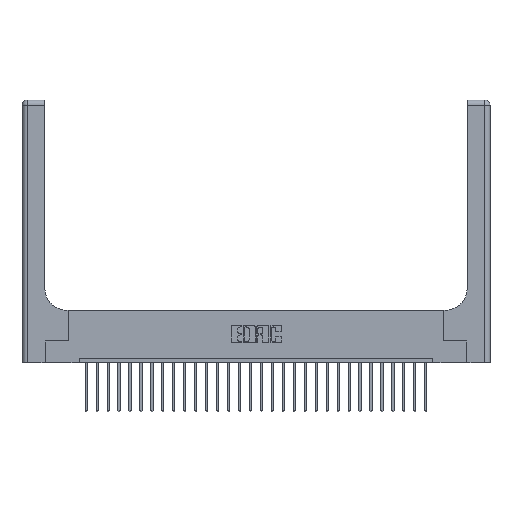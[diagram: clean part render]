
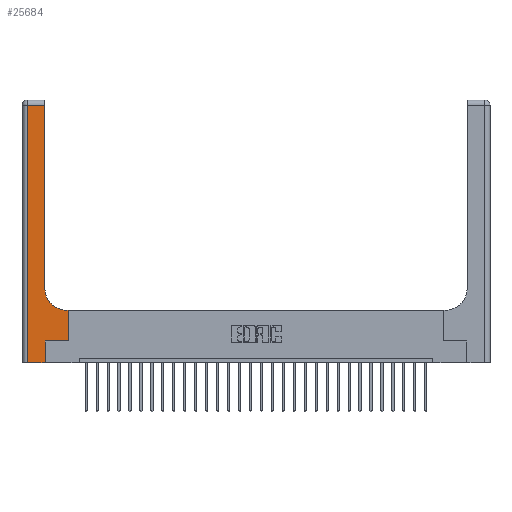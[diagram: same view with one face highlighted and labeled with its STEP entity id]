
A CAD part, top view. The second image highlights one B-rep face of the part: STEP entity #25684.
In plain terms, the highlighted planar face has unit normal (0, 0, 1).
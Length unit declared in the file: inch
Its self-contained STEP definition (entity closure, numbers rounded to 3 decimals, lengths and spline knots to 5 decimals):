
#40 = CARTESIAN_POINT ( 'NONE',  ( 0.265, 0.25, 0.37 ) ) ;
#67 = PLANE ( 'NONE',  #16718 ) ;
#233 = VECTOR ( 'NONE', #21129, 39.37008 ) ;
#312 = FACE_OUTER_BOUND ( 'NONE', #8167, .T. ) ;
#350 = ORIENTED_EDGE ( 'NONE', *, *, #10471, .T. ) ;
#395 = DIRECTION ( 'NONE',  ( 1., 0., 0. ) ) ;
#973 = AXIS2_PLACEMENT_3D ( 'NONE', #13523, #7363, #3372 ) ;
#1036 = EDGE_CURVE ( 'NONE', #9151, #13354, #23783, .T. ) ;
#1094 = EDGE_CURVE ( 'NONE', #1612, #26342, #10376, .T. ) ;
#1581 = LINE ( 'NONE', #12724, #19424 ) ;
#1612 = VERTEX_POINT ( 'NONE', #4409 ) ;
#2381 = CARTESIAN_POINT ( 'NONE',  ( 0., 3., 0.37 ) ) ;
#3251 = ORIENTED_EDGE ( 'NONE', *, *, #14372, .T. ) ;
#3372 = DIRECTION ( 'NONE',  ( 1., 0., 0. ) ) ;
#3730 = LINE ( 'NONE', #6900, #233 ) ;
#3932 = LINE ( 'NONE', #4901, #26268 ) ;
#4409 = CARTESIAN_POINT ( 'NONE',  ( 0.06, 0., 0.37 ) ) ;
#4901 = CARTESIAN_POINT ( 'NONE',  ( 0.528, 0.25, 0.37 ) ) ;
#5278 = VERTEX_POINT ( 'NONE', #25960 ) ;
#5340 = ORIENTED_EDGE ( 'NONE', *, *, #1094, .T. ) ;
#5668 = DIRECTION ( 'NONE',  ( 1., 0., 0. ) ) ;
#6228 = ORIENTED_EDGE ( 'NONE', *, *, #19661, .T. ) ;
#6900 = CARTESIAN_POINT ( 'NONE',  ( 0., 2.94, 0.37 ) ) ;
#7312 = LINE ( 'NONE', #7987, #14982 ) ;
#7325 = CARTESIAN_POINT ( 'NONE',  ( 0.06, 2.94, 0.37 ) ) ;
#7363 = DIRECTION ( 'NONE',  ( 0., 0., -1. ) ) ;
#7987 = CARTESIAN_POINT ( 'NONE',  ( 0.265, 0., 0.37 ) ) ;
#8167 = EDGE_LOOP ( 'NONE', ( #21033, #13755, #3251, #5340, #10225, #21961, #350, #6228, #9508 ) ) ;
#8254 = VERTEX_POINT ( 'NONE', #24034 ) ;
#8347 = DIRECTION ( 'NONE',  ( -1., 0., 0. ) ) ;
#9151 = VERTEX_POINT ( 'NONE', #18261 ) ;
#9410 = CARTESIAN_POINT ( 'NONE',  ( 0., 0., 0.37 ) ) ;
#9498 = CARTESIAN_POINT ( 'NONE',  ( 0.06, 3., 0.37 ) ) ;
#9508 = ORIENTED_EDGE ( 'NONE', *, *, #1036, .T. ) ;
#9595 = CARTESIAN_POINT ( 'NONE',  ( 0.265, 0., 0.37 ) ) ;
#10001 = CARTESIAN_POINT ( 'NONE',  ( 0.26, 3., 0.37 ) ) ;
#10166 = VERTEX_POINT ( 'NONE', #7325 ) ;
#10225 = ORIENTED_EDGE ( 'NONE', *, *, #26335, .T. ) ;
#10376 = LINE ( 'NONE', #9410, #25402 ) ;
#10471 = EDGE_CURVE ( 'NONE', #8254, #10969, #3932, .T. ) ;
#10569 = LINE ( 'NONE', #10001, #20167 ) ;
#10969 = VERTEX_POINT ( 'NONE', #25935 ) ;
#12058 = DIRECTION ( 'NONE',  ( 0., 1., 0. ) ) ;
#12724 = CARTESIAN_POINT ( 'NONE',  ( 0.26, 0.6, 0.37 ) ) ;
#13354 = VERTEX_POINT ( 'NONE', #22493 ) ;
#13523 = CARTESIAN_POINT ( 'NONE',  ( 0.51, 0.85, 0.37 ) ) ;
#13755 = ORIENTED_EDGE ( 'NONE', *, *, #20457, .T. ) ;
#14372 = EDGE_CURVE ( 'NONE', #10166, #1612, #18633, .T. ) ;
#14982 = VECTOR ( 'NONE', #12058, 39.37008 ) ;
#15310 = VECTOR ( 'NONE', #395, 39.37008 ) ;
#16368 = DIRECTION ( 'NONE',  ( 0., 0., -1. ) ) ;
#16718 = AXIS2_PLACEMENT_3D ( 'NONE', #2381, #16368, #8347 ) ;
#16908 = LINE ( 'NONE', #40, #15310 ) ;
#18261 = CARTESIAN_POINT ( 'NONE',  ( 0.51, 0.6, 0.37 ) ) ;
#18633 = LINE ( 'NONE', #9498, #21473 ) ;
#18771 = CARTESIAN_POINT ( 'NONE',  ( 0.26, 2.94, 0.37 ) ) ;
#18906 = DIRECTION ( 'NONE',  ( -1., 0., 0. ) ) ;
#19424 = VECTOR ( 'NONE', #18906, 39.37008 ) ;
#19661 = EDGE_CURVE ( 'NONE', #10969, #9151, #1581, .T. ) ;
#20167 = VECTOR ( 'NONE', #20174, 39.37008 ) ;
#20174 = DIRECTION ( 'NONE',  ( 0., 1., 0. ) ) ;
#20457 = EDGE_CURVE ( 'NONE', #22186, #10166, #3730, .T. ) ;
#21033 = ORIENTED_EDGE ( 'NONE', *, *, #23139, .T. ) ;
#21129 = DIRECTION ( 'NONE',  ( -1., 0., 0. ) ) ;
#21473 = VECTOR ( 'NONE', #25906, 39.37008 ) ;
#21961 = ORIENTED_EDGE ( 'NONE', *, *, #25219, .T. ) ;
#22186 = VERTEX_POINT ( 'NONE', #18771 ) ;
#22493 = CARTESIAN_POINT ( 'NONE',  ( 0.26, 0.85, 0.37 ) ) ;
#23139 = EDGE_CURVE ( 'NONE', #13354, #22186, #10569, .T. ) ;
#23783 = CIRCLE ( 'NONE', #973, 0.25 ) ;
#24034 = CARTESIAN_POINT ( 'NONE',  ( 0.528, 0.25, 0.37 ) ) ;
#25219 = EDGE_CURVE ( 'NONE', #5278, #8254, #16908, .T. ) ;
#25314 = DIRECTION ( 'NONE',  ( 0., 1., 0. ) ) ;
#25402 = VECTOR ( 'NONE', #5668, 39.37008 ) ;
#25684 = ADVANCED_FACE ( 'NONE', ( #312 ), #67, .F. ) ;
#25906 = DIRECTION ( 'NONE',  ( 0., -1., 0. ) ) ;
#25935 = CARTESIAN_POINT ( 'NONE',  ( 0.528, 0.6, 0.37 ) ) ;
#25960 = CARTESIAN_POINT ( 'NONE',  ( 0.265, 0.25, 0.37 ) ) ;
#26268 = VECTOR ( 'NONE', #25314, 39.37008 ) ;
#26335 = EDGE_CURVE ( 'NONE', #26342, #5278, #7312, .T. ) ;
#26342 = VERTEX_POINT ( 'NONE', #9595 ) ;
